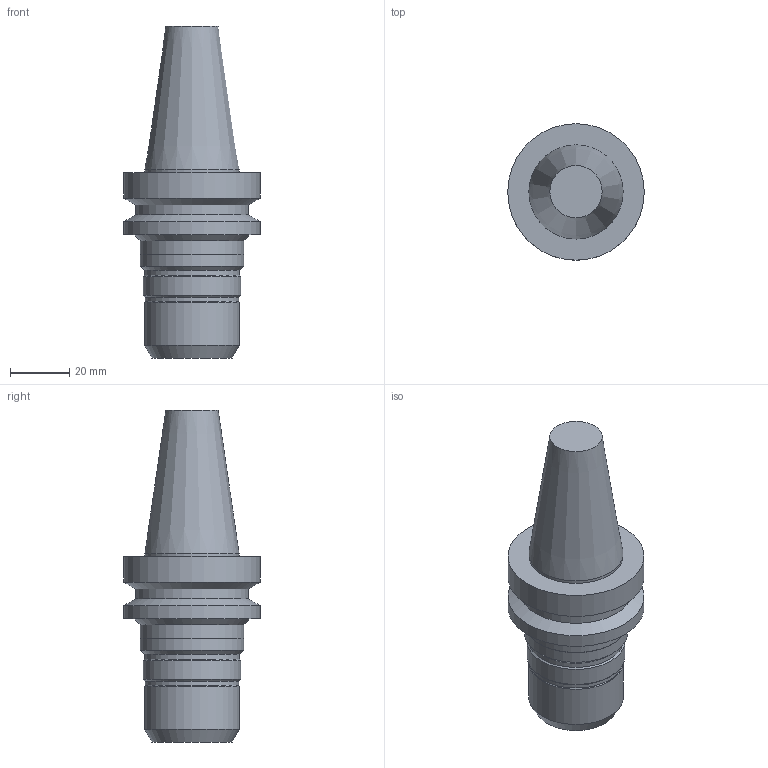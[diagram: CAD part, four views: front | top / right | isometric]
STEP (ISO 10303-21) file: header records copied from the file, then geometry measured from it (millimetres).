
FILE_DESCRIPTION((''),'1');
FILE_NAME('BBT30-HMC.500J-2.5.stp','2018-02-05T01:40:25',(''),(''),'Spatial Interop R21 SP3','Kubotek KeyCreator 2011 V10.0.2 (22737)',' ');
FILE_SCHEMA(('automotive_design'));
Length unit declared in the file: millimetre
Products named in the file (1): Unnamed[1]
Bounding box: 46 x 46 x 111.9 mm (x, y, z)
Volume: 91570.8 mm3; surface area: 14107.7 mm2
Topology: 1 solids, 1 shells, 24 faces, 42 edges, 23 vertices
Faces by surface type: cylinder 10, cone 9, plane 5
Full cylindrical faces by diameter (mm): 31.6 x1, 31.75 x1, 32 x2, 33 x1, 34.8 x1, 35 x1, 38 x1, 46 x2
Entity records: 905 total; most frequent: DIRECTION 96, PRESENTATION_STYLE_ASSIGNMENT 73, COLOUR_RGB 73, CARTESIAN_POINT 71, STYLED_ITEM 48, AXIS2_PLACEMENT_3D 48, CURVE_STYLE 48, DRAUGHTING_PRE_DEFINED_CURVE_FONT 48
